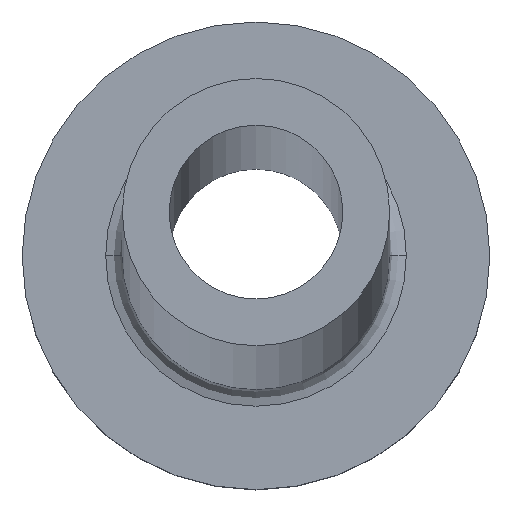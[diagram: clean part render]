
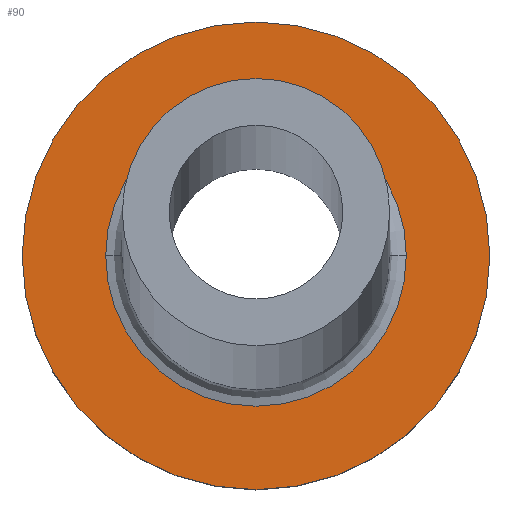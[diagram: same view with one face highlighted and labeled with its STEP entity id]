
A CAD part, top view. The second image highlights one B-rep face of the part: STEP entity #90.
In plain terms, the highlighted planar face has unit normal (0, 0, 1).
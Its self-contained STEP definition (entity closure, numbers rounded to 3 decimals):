
#4 = EDGE_CURVE ( 'NONE', #96, #358, #139, .T. ) ;
#5 = VERTEX_POINT ( 'NONE', #277 ) ;
#12 = ORIENTED_EDGE ( 'NONE', *, *, #4, .T. ) ;
#33 = DIRECTION ( 'NONE',  ( 0., 0., -1. ) ) ;
#42 = AXIS2_PLACEMENT_3D ( 'NONE', #134, #371, #281 ) ;
#44 = ORIENTED_EDGE ( 'NONE', *, *, #268, .T. ) ;
#48 = CIRCLE ( 'NONE', #265, 4.5 ) ;
#50 = FACE_OUTER_BOUND ( 'NONE', #92, .T. ) ;
#51 = CARTESIAN_POINT ( 'NONE',  ( 0., 0., 5. ) ) ;
#54 = CARTESIAN_POINT ( 'NONE',  ( -4.5, 0., 5. ) ) ;
#62 = ORIENTED_EDGE ( 'NONE', *, *, #339, .T. ) ;
#68 = DIRECTION ( 'NONE',  ( 1., 0., 0. ) ) ;
#73 = DIRECTION ( 'NONE',  ( 0., 0., 1. ) ) ;
#90 = ADVANCED_FACE ( 'NONE', ( #305, #50 ), #111, .T. ) ;
#92 = EDGE_LOOP ( 'NONE', ( #271, #44 ) ) ;
#95 = DIRECTION ( 'NONE',  ( 1., 0., 0. ) ) ;
#96 = VERTEX_POINT ( 'NONE', #54 ) ;
#104 = VERTEX_POINT ( 'NONE', #236 ) ;
#108 = CARTESIAN_POINT ( 'NONE',  ( 4.5, 0., 5. ) ) ;
#111 = PLANE ( 'NONE',  #197 ) ;
#134 = CARTESIAN_POINT ( 'NONE',  ( 0., 0., 5. ) ) ;
#139 = CIRCLE ( 'NONE', #42, 4.5 ) ;
#161 = CARTESIAN_POINT ( 'NONE',  ( 0., 0., 5. ) ) ;
#169 = CARTESIAN_POINT ( 'NONE',  ( 0., 0., 5. ) ) ;
#183 = CIRCLE ( 'NONE', #286, 7. ) ;
#197 = AXIS2_PLACEMENT_3D ( 'NONE', #161, #73, #204 ) ;
#202 = DIRECTION ( 'NONE',  ( 0., 0., 1. ) ) ;
#204 = DIRECTION ( 'NONE',  ( 1., 0., 0. ) ) ;
#207 = EDGE_CURVE ( 'NONE', #5, #104, #227, .T. ) ;
#211 = EDGE_LOOP ( 'NONE', ( #62, #12 ) ) ;
#227 = CIRCLE ( 'NONE', #298, 7. ) ;
#236 = CARTESIAN_POINT ( 'NONE',  ( 7., 0., 5. ) ) ;
#265 = AXIS2_PLACEMENT_3D ( 'NONE', #267, #33, #68 ) ;
#267 = CARTESIAN_POINT ( 'NONE',  ( 0., 0., 5. ) ) ;
#268 = EDGE_CURVE ( 'NONE', #104, #5, #183, .T. ) ;
#271 = ORIENTED_EDGE ( 'NONE', *, *, #207, .T. ) ;
#277 = CARTESIAN_POINT ( 'NONE',  ( -7., 0., 5. ) ) ;
#281 = DIRECTION ( 'NONE',  ( 1., 0., 0. ) ) ;
#286 = AXIS2_PLACEMENT_3D ( 'NONE', #51, #378, #95 ) ;
#298 = AXIS2_PLACEMENT_3D ( 'NONE', #169, #202, #315 ) ;
#305 = FACE_BOUND ( 'NONE', #211, .T. ) ;
#315 = DIRECTION ( 'NONE',  ( 1., 0., 0. ) ) ;
#339 = EDGE_CURVE ( 'NONE', #358, #96, #48, .T. ) ;
#358 = VERTEX_POINT ( 'NONE', #108 ) ;
#371 = DIRECTION ( 'NONE',  ( 0., 0., -1. ) ) ;
#378 = DIRECTION ( 'NONE',  ( 0., 0., 1. ) ) ;
